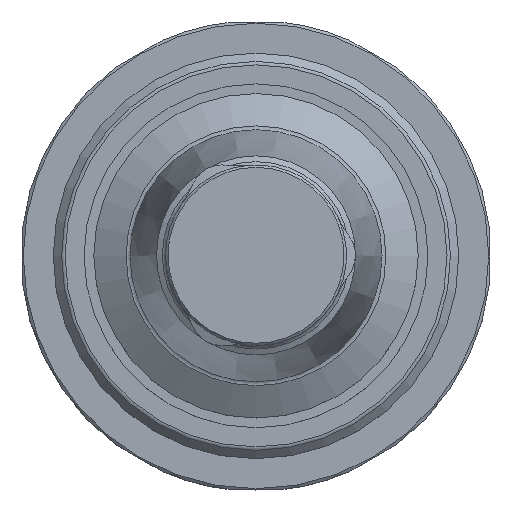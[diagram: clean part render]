
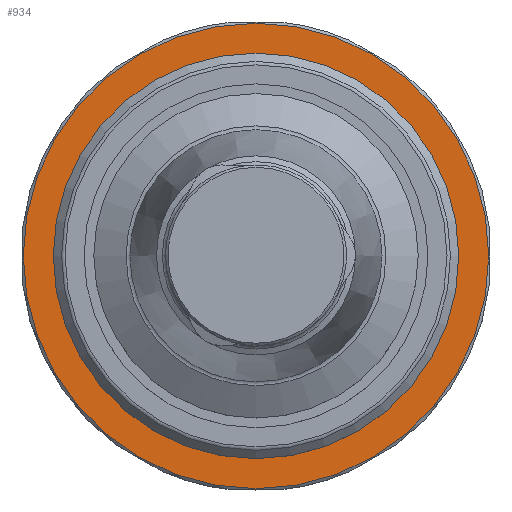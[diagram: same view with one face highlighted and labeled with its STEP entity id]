
A CAD part, top view. The second image highlights one B-rep face of the part: STEP entity #934.
In plain terms, the highlighted planar face has unit normal (0, 0, 1).
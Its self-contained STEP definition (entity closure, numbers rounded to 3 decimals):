
#142=PLANE('',#1043);
#287=ORIENTED_EDGE('',*,*,#471,.T.);
#288=ORIENTED_EDGE('',*,*,#472,.F.);
#471=EDGE_CURVE('',#578,#578,#651,.T.);
#472=EDGE_CURVE('',#579,#579,#652,.T.);
#578=VERTEX_POINT('',#1598);
#579=VERTEX_POINT('',#1601);
#651=CIRCLE('',#1042,24.65);
#652=CIRCLE('',#1044,28.7);
#732=EDGE_LOOP('',(#287));
#733=EDGE_LOOP('',(#288));
#828=FACE_BOUND('',#732,.T.);
#829=FACE_BOUND('',#733,.T.);
#934=ADVANCED_FACE('',(#828,#829),#142,.F.);
#1042=AXIS2_PLACEMENT_3D('',#1597,#1243,#1244);
#1043=AXIS2_PLACEMENT_3D('',#1599,#1245,#1246);
#1044=AXIS2_PLACEMENT_3D('',#1600,#1247,#1248);
#1243=DIRECTION('',(0.,0.,-1.));
#1244=DIRECTION('',(-1.,0.,0.));
#1245=DIRECTION('',(0.,0.,-1.));
#1246=DIRECTION('',(-1.,0.,0.));
#1247=DIRECTION('',(0.,0.,-1.));
#1248=DIRECTION('',(-1.,0.,0.));
#1597=CARTESIAN_POINT('',(0.,0.,-0.996));
#1598=CARTESIAN_POINT('',(-24.65,0.,-0.996));
#1599=CARTESIAN_POINT('',(-24.65,0.,-0.996));
#1600=CARTESIAN_POINT('',(0.,0.,-0.996));
#1601=CARTESIAN_POINT('',(-28.7,0.,-0.996));
